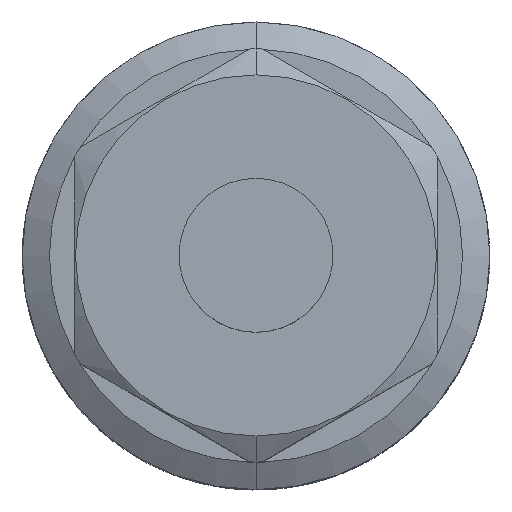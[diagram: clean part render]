
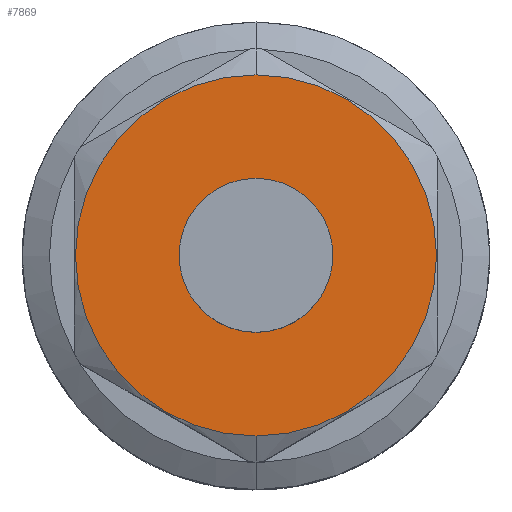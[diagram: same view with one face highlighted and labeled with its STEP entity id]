
A CAD part, top view. The second image highlights one B-rep face of the part: STEP entity #7869.
In plain terms, the highlighted planar face has unit normal (0, 0, 1).
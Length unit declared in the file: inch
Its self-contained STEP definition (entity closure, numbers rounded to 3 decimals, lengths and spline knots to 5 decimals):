
#5515=CARTESIAN_POINT('',(0.,0.,5.656));
#5516=DIRECTION('',(0.,0.,1.));
#5517=DIRECTION('',(0.,-1.,0.));
#5518=AXIS2_PLACEMENT_3D('',#5515,#5516,#5517);
#5520=CARTESIAN_POINT('',(0.,0.,5.656));
#5521=DIRECTION('',(0.,0.,1.));
#5522=DIRECTION('',(0.,1.,0.));
#5523=AXIS2_PLACEMENT_3D('',#5520,#5521,#5522);
#5525=CARTESIAN_POINT('',(0.,0.,5.656));
#5526=DIRECTION('',(0.,0.,-1.));
#5527=DIRECTION('',(-1.,0.,0.));
#5528=AXIS2_PLACEMENT_3D('',#5525,#5526,#5527);
#5530=CARTESIAN_POINT('',(0.,0.,5.656));
#5531=DIRECTION('',(0.,0.,-1.));
#5532=DIRECTION('',(1.,0.,0.));
#5533=AXIS2_PLACEMENT_3D('',#5530,#5531,#5532);
#5694=CARTESIAN_POINT('',(0.,-0.807,5.656));
#5695=CARTESIAN_POINT('',(0.,0.807,5.656));
#5696=VERTEX_POINT('',#5694);
#5697=VERTEX_POINT('',#5695);
#5835=CARTESIAN_POINT('',(-0.344,0.,5.656));
#5836=CARTESIAN_POINT('',(0.344,0.,5.656));
#5837=VERTEX_POINT('',#5835);
#5838=VERTEX_POINT('',#5836);
#7854=CARTESIAN_POINT('',(0.,0.,5.656));
#7855=DIRECTION('',(0.,0.,1.));
#7856=DIRECTION('',(0.,1.,0.));
#7857=AXIS2_PLACEMENT_3D('',#7854,#7855,#7856);
#7858=PLANE('',#7857);
#7859=ORIENTED_EDGE('',*,*,#7624,.F.);
#7860=ORIENTED_EDGE('',*,*,#7845,.F.);
#7861=EDGE_LOOP('',(#7859,#7860));
#7862=FACE_OUTER_BOUND('',#7861,.F.);
#7864=ORIENTED_EDGE('',*,*,#7863,.F.);
#7866=ORIENTED_EDGE('',*,*,#7865,.F.);
#7867=EDGE_LOOP('',(#7864,#7866));
#7868=FACE_BOUND('',#7867,.F.);
#7869=ADVANCED_FACE('',(#7862,#7868),#7858,.T.);
#5519=CIRCLE('',#5518,0.807);
#5524=CIRCLE('',#5523,0.807);
#5529=CIRCLE('',#5528,0.344);
#5534=CIRCLE('',#5533,0.344);
#7624=EDGE_CURVE('',#5696,#5697,#5519,.T.);
#7845=EDGE_CURVE('',#5697,#5696,#5524,.T.);
#7863=EDGE_CURVE('',#5837,#5838,#5529,.T.);
#7865=EDGE_CURVE('',#5838,#5837,#5534,.T.);
